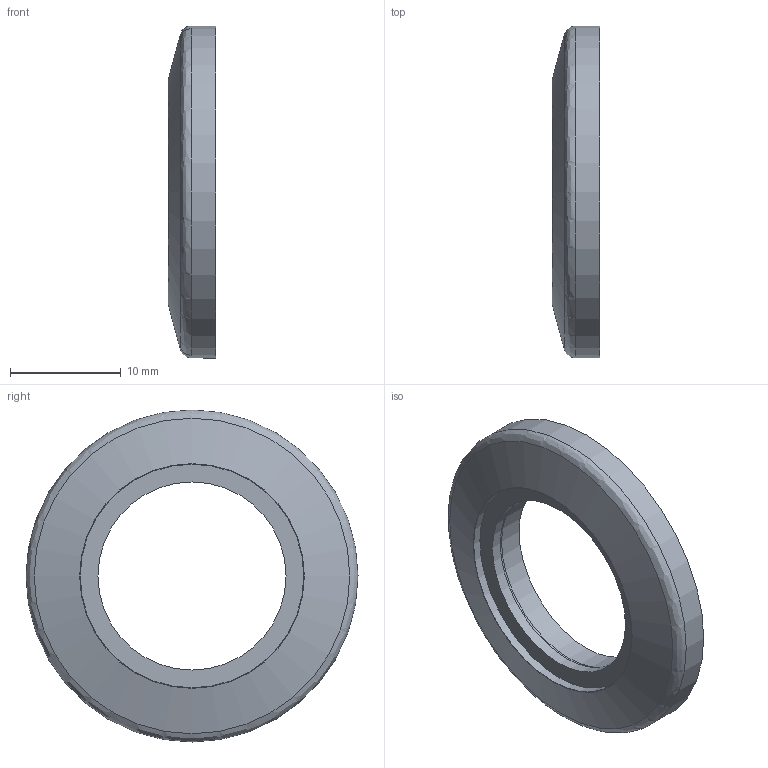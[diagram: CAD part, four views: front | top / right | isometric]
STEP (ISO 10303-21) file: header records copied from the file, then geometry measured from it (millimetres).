
FILE_DESCRIPTION (( 'STEP AP214' ), '1' );
FILE_NAME ('FULLVAC C901KF16.STEP', '2019-03-26T14:23:28', ( '' ), ( '' ), 'SwSTEP 2.0', 'SolidWorks 2017', '' );
FILE_SCHEMA (( 'AUTOMOTIVE_DESIGN' ));
Length unit declared in the file: millimetre
Products named in the file (2): 2^FULLVAC C901KF16; FULLVAC C901KF16
Assembly tree (1 placements, depth 2):
  FULLVAC C901KF16
    2^FULLVAC C901KF16
Bounding box: 4.3 x 30 x 30 mm (x, y, z)
Volume: 1700.1 mm3; surface area: 1469.5 mm2
Topology: 1 solids, 1 shells, 10 faces, 19 edges, 12 vertices
Faces by surface type: cylinder 4, plane 3, bspline 2, cone 1
Full cylindrical faces by diameter (mm): 17 x1, 17.2 x1, 20.2 x1, 30 x1
Entity records: 430 total; most frequent: CARTESIAN_POINT 88, DIRECTION 44, AXIS2_PLACEMENT_3D 22, ORIENTED_EDGE 20, EDGE_LOOP 20, FACE_OUTER_BOUND 16, UNCERTAINTY_MEASURE_WITH_UNIT 14, SURFACE_STYLE_USAGE 12
